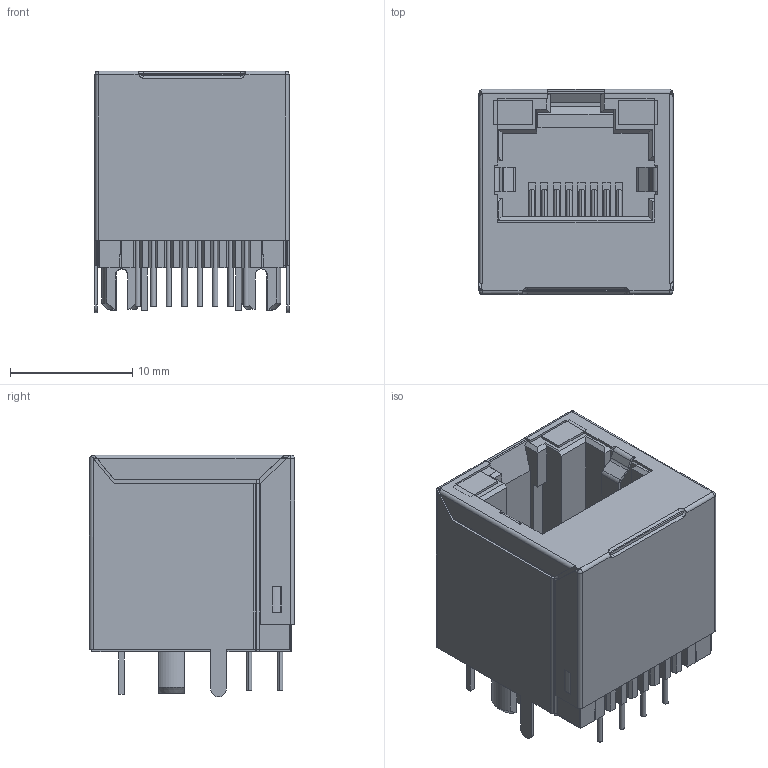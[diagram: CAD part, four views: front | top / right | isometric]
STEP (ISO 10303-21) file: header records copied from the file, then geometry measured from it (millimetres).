
FILE_DESCRIPTION((''),'2;1');
FILE_NAME('DGKYD52241188AC1A3DY1027_ASM','2020-06-11T14:56:55',('Administrator'),(''),'CREO PARAMETRIC BY PTC INC, 2018400','CREO PARAMETRIC BY PTC INC, 2018400','');
FILE_SCHEMA(('CONFIG_CONTROL_DESIGN'));
Length unit declared in the file: millimetre
Products named in the file (15): DGKYD52241188AC2A3DY1027_SUJIAO; DGKYD52241188AC2A3DY1027_LED_1; DGKYD52241188AC2A3DY1027_KEZI_1; DGKYD52241188AC2A3DY1027_CABA_1; DGKYD52241188AC2A3DY1027_CABA_2; DGKYD52241188AC2A3DY1027_CABA_3; DGKYD52241188AC2A3DY1027_CABA_4; DGKYD52241188AC2A3DY1027_CABA_5; DGKYD52241188AC2A3DY1027_CABA_6; DGKYD52241188AC2A3DY1027_CABA_7; DGKYD52241188AC2A3DY1027_CABA_8; DGKYD52241188AC2A3DY1027_CABA_9; DGKYD52241188AC2A3DY1027_CABAN__ASM; DGKYD52241188AC2A3DY1027_ASM_1_ASM; DGKYD52241188AC1A3DY1027_ASM
Assembly tree (15 placements, depth 4):
  DGKYD52241188AC1A3DY1027_ASM
    DGKYD52241188AC2A3DY1027_ASM_1_ASM
      DGKYD52241188AC2A3DY1027_SUJIAO
      DGKYD52241188AC2A3DY1027_LED_1  x2
      DGKYD52241188AC2A3DY1027_KEZI_1
      DGKYD52241188AC2A3DY1027_CABAN__ASM
        DGKYD52241188AC2A3DY1027_CABA_1
        DGKYD52241188AC2A3DY1027_CABA_2
        DGKYD52241188AC2A3DY1027_CABA_3
        DGKYD52241188AC2A3DY1027_CABA_4
        DGKYD52241188AC2A3DY1027_CABA_5
        DGKYD52241188AC2A3DY1027_CABA_6
        DGKYD52241188AC2A3DY1027_CABA_7
        DGKYD52241188AC2A3DY1027_CABA_8
        DGKYD52241188AC2A3DY1027_CABA_9
Bounding box: 15.9 x 16.8 x 19.8 mm (x, y, z)
Volume: 2335.6 mm3; surface area: 6487.8 mm2
Topology: 13 solids, 13 shells, 785 faces, 2341 edges, 1555 vertices
Faces by surface type: plane 591, cylinder 138, torus 34, bspline 16, cone 4, sphere 2
Entity records: 27392 total; most frequent: CARTESIAN_POINT 7218, ORIENTED_EDGE 4414, DIRECTION 3895, EDGE_CURVE 2207, VECTOR 1569, LINE 1569, VERTEX_POINT 1467, AXIS2_PLACEMENT_3D 1163
